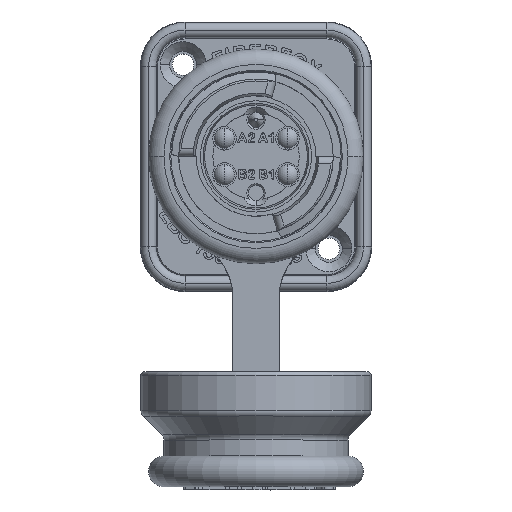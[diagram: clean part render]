
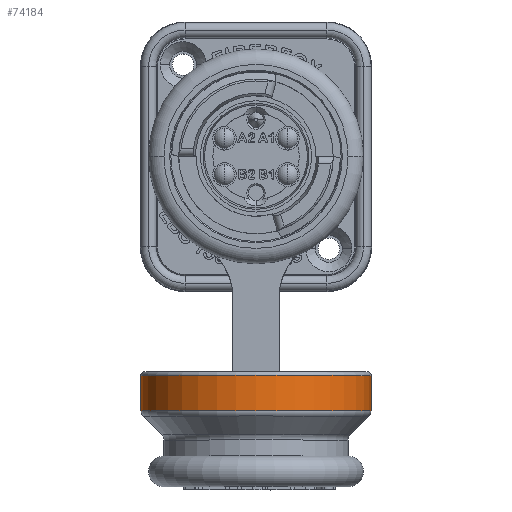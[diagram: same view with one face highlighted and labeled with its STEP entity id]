
A CAD part, top view. The second image highlights one B-rep face of the part: STEP entity #74184.
In plain terms, the highlighted cylindrical face has radius 15 mm (diameter 30 mm), a partial arc.
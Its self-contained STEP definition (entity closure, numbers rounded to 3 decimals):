
#4215 = CARTESIAN_POINT ( 'NONE',  ( -15., -33.186, 14.34 ) ) ;
#6805 = FACE_OUTER_BOUND ( 'NONE', #56794, .T. ) ;
#13038 = VERTEX_POINT ( 'NONE', #25005 ) ;
#15116 = CARTESIAN_POINT ( 'NONE',  ( 15., -33.186, 14.34 ) ) ;
#18833 = ORIENTED_EDGE ( 'NONE', *, *, #43687, .F. ) ;
#22150 = DIRECTION ( 'NONE',  ( 1., 0., 0. ) ) ;
#23727 = VERTEX_POINT ( 'NONE', #15116 ) ;
#25005 = CARTESIAN_POINT ( 'NONE',  ( -15., -28.6, 14.34 ) ) ;
#25978 = CARTESIAN_POINT ( 'NONE',  ( -15., -41.1, 14.34 ) ) ;
#26866 = VECTOR ( 'NONE', #60620, 1000. ) ;
#33524 = DIRECTION ( 'NONE',  ( 0., -1., 0. ) ) ;
#34036 = CYLINDRICAL_SURFACE ( 'NONE', #79466, 15. ) ;
#34954 = CARTESIAN_POINT ( 'NONE',  ( 0., -41.1, 14.34 ) ) ;
#35444 = EDGE_CURVE ( 'NONE', #45322, #23727, #55707, .T. ) ;
#39619 = AXIS2_PLACEMENT_3D ( 'NONE', #85414, #48948, #22150 ) ;
#41843 = CARTESIAN_POINT ( 'NONE',  ( 15., -41.1, 14.34 ) ) ;
#43687 = EDGE_CURVE ( 'NONE', #23727, #47716, #68046, .T. ) ;
#45322 = VERTEX_POINT ( 'NONE', #73891 ) ;
#45573 = CIRCLE ( 'NONE', #39619, 15. ) ;
#47716 = VERTEX_POINT ( 'NONE', #4215 ) ;
#48948 = DIRECTION ( 'NONE',  ( 0., -1., 0. ) ) ;
#51372 = CARTESIAN_POINT ( 'NONE',  ( 0., -33.186, 14.34 ) ) ;
#52828 = VECTOR ( 'NONE', #33524, 1000. ) ;
#53740 = ORIENTED_EDGE ( 'NONE', *, *, #70289, .T. ) ;
#55707 = LINE ( 'NONE', #41843, #52828 ) ;
#56794 = EDGE_LOOP ( 'NONE', ( #58731, #53740, #18833, #72968 ) ) ;
#58731 = ORIENTED_EDGE ( 'NONE', *, *, #74723, .T. ) ;
#60620 = DIRECTION ( 'NONE',  ( 0., -1., 0. ) ) ;
#63131 = DIRECTION ( 'NONE',  ( 1., 0., 0. ) ) ;
#66599 = DIRECTION ( 'NONE',  ( 0., -1., 0. ) ) ;
#66641 = LINE ( 'NONE', #25978, #26866 ) ;
#68046 = CIRCLE ( 'NONE', #72481, 15. ) ;
#70289 = EDGE_CURVE ( 'NONE', #13038, #47716, #66641, .T. ) ;
#72481 = AXIS2_PLACEMENT_3D ( 'NONE', #51372, #66599, #79548 ) ;
#72968 = ORIENTED_EDGE ( 'NONE', *, *, #35444, .F. ) ;
#73891 = CARTESIAN_POINT ( 'NONE',  ( 15., -28.6, 14.34 ) ) ;
#74184 = ADVANCED_FACE ( 'NONE', ( #6805 ), #34036, .T. ) ;
#74723 = EDGE_CURVE ( 'NONE', #45322, #13038, #45573, .T. ) ;
#77460 = DIRECTION ( 'NONE',  ( 0., -1., 0. ) ) ;
#79466 = AXIS2_PLACEMENT_3D ( 'NONE', #34954, #77460, #63131 ) ;
#79548 = DIRECTION ( 'NONE',  ( 1., 0., 0. ) ) ;
#85414 = CARTESIAN_POINT ( 'NONE',  ( 0., -28.6, 14.34 ) ) ;
